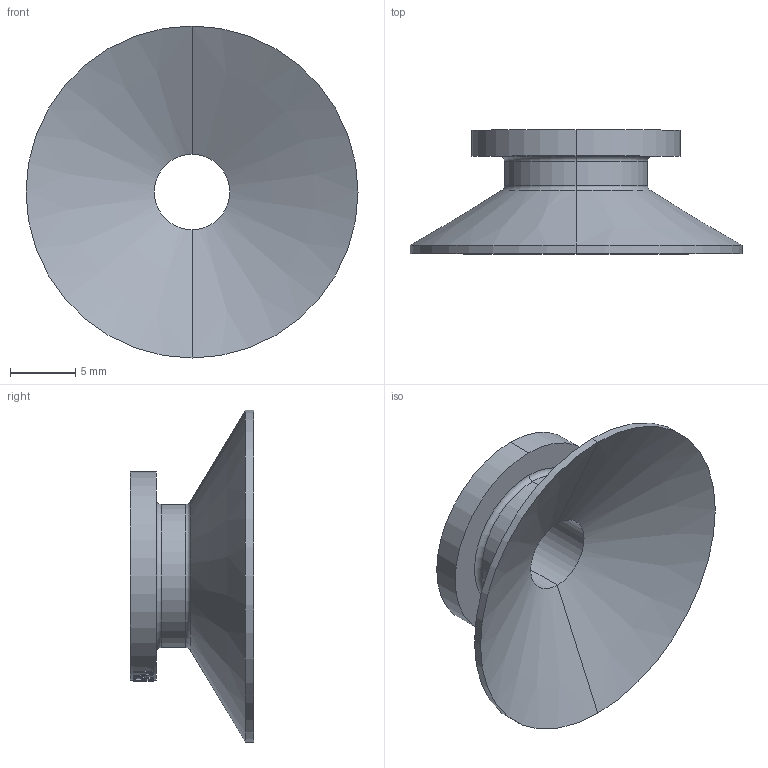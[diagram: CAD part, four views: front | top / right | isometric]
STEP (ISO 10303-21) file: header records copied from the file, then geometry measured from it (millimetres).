
FILE_DESCRIPTION(('STEP AP214'),'1');
FILE_NAME('COVAL_VPA25001SIT5.stp','2017-12-27T18:43:23',('TraceParts'),('TraceParts S.A.'),'Spatial InterOp 3D',' ',' ');
FILE_SCHEMA(('automotive_design'));
Length unit declared in the file: millimetre
Products named in the file (1): COVAL_VPA25001SIT5
Bounding box: 25.5 x 9.5 x 25.5 mm (x, y, z)
Volume: 1078.3 mm3; surface area: 1624 mm2
Topology: 1 solids, 1 shells, 68 faces, 165 edges, 106 vertices
Faces by surface type: bspline 29, plane 16, cylinder 15, cone 4, torus 4
Entity records: 5494 total; most frequent: CARTESIAN_POINT 3568, ORIENTED_EDGE 330, DIRECTION 196, EDGE_CURVE 165, VERTEX_POINT 106, B_SPLINE_CURVE_WITH_KNOTS 95, AXIS2_PLACEMENT_3D 86, EDGE_LOOP 77
